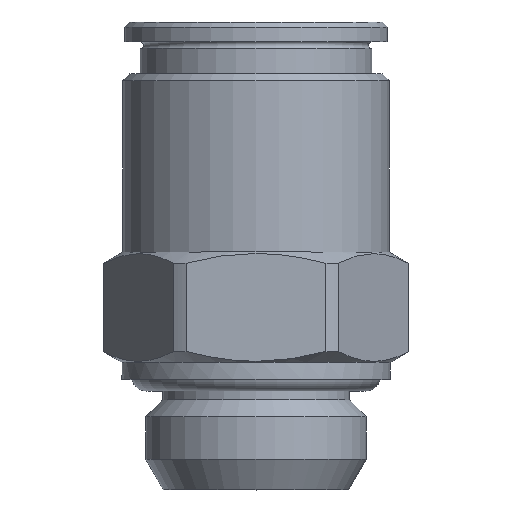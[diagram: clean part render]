
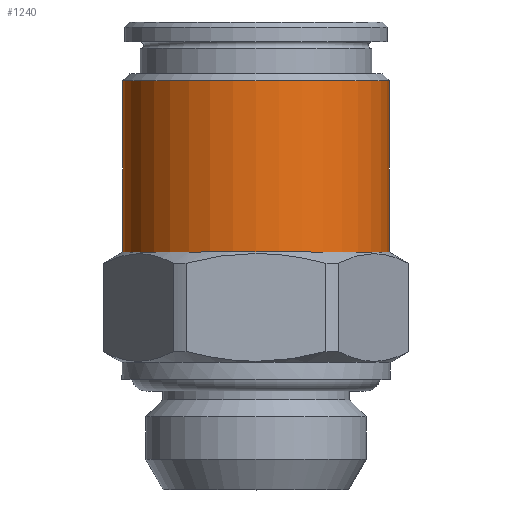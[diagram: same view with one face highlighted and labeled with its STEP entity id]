
A CAD part, top view. The second image highlights one B-rep face of the part: STEP entity #1240.
In plain terms, the highlighted cylindrical face has radius 7.85 mm (diameter 15.7 mm), a full revolution.
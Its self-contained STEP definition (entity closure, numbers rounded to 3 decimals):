
#98=CIRCLE('',#1277,7.85);
#115=CIRCLE('',#1311,7.85);
#296=ORIENTED_EDGE('',*,*,#437,.T.);
#297=ORIENTED_EDGE('',*,*,#385,.F.);
#385=EDGE_CURVE('',#498,#498,#98,.T.);
#437=EDGE_CURVE('',#537,#537,#115,.T.);
#498=VERTEX_POINT('',#1705);
#537=VERTEX_POINT('',#1841);
#696=EDGE_LOOP('',(#296));
#697=EDGE_LOOP('',(#297));
#776=FACE_BOUND('',#696,.T.);
#777=FACE_BOUND('',#697,.T.);
#811=CYLINDRICAL_SURFACE('',#1343,7.85);
#1240=ADVANCED_FACE('',(#776,#777),#811,.T.);
#1277=AXIS2_PLACEMENT_3D('',#1704,#1396,#1397);
#1311=AXIS2_PLACEMENT_3D('',#1840,#1492,#1493);
#1343=AXIS2_PLACEMENT_3D('',#1899,#1564,#1565);
#1396=DIRECTION('',(0.,-1.,0.));
#1397=DIRECTION('',(0.,0.,-1.));
#1492=DIRECTION('',(0.,-1.,0.));
#1493=DIRECTION('',(0.,0.,-1.));
#1564=DIRECTION('',(0.,1.,0.));
#1565=DIRECTION('',(0.,0.,-1.));
#1704=CARTESIAN_POINT('',(0.,14.,0.));
#1705=CARTESIAN_POINT('',(0.,14.,-7.85));
#1840=CARTESIAN_POINT('',(0.,24.1,0.));
#1841=CARTESIAN_POINT('',(0.,24.1,-7.85));
#1899=CARTESIAN_POINT('',(0.,0.,0.));
